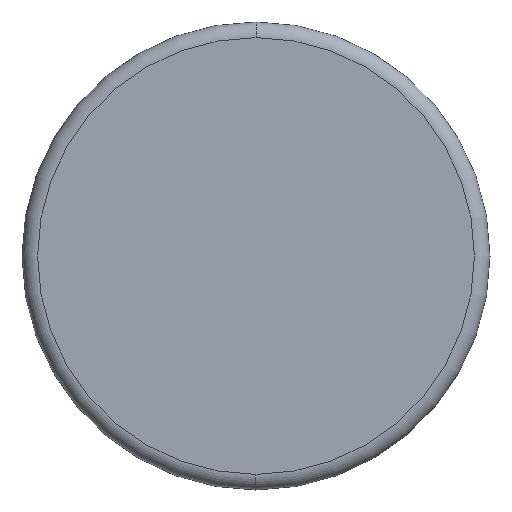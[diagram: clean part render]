
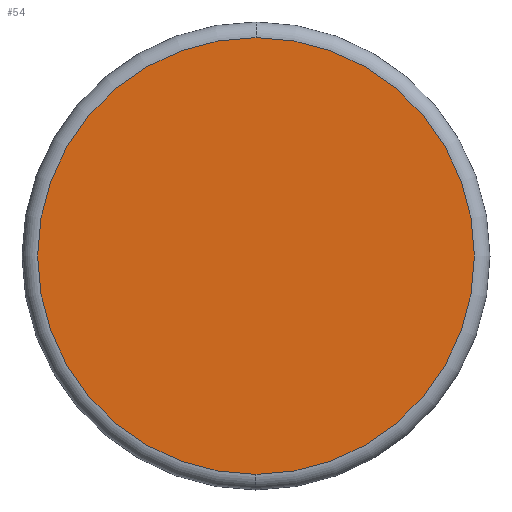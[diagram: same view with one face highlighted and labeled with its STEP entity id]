
A CAD part, left-side view. The second image highlights one B-rep face of the part: STEP entity #54.
In plain terms, the highlighted planar face has unit normal (-1, 0, 0).
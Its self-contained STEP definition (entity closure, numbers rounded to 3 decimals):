
#25 = CARTESIAN_POINT ( 'NONE',  ( -3., 0., 7. ) ) ;
#45 = DIRECTION ( 'NONE',  ( 0., 0., -1. ) ) ;
#46 = DIRECTION ( 'NONE',  ( -1., 0., 0. ) ) ;
#54 = ADVANCED_FACE ( 'NONE', ( #263 ), #340, .F. ) ;
#59 = EDGE_LOOP ( 'NONE', ( #166, #254 ) ) ;
#64 = VERTEX_POINT ( 'NONE', #95 ) ;
#65 = CIRCLE ( 'NONE', #108, 7. ) ;
#80 = DIRECTION ( 'NONE',  ( 0., 0., 1. ) ) ;
#81 = DIRECTION ( 'NONE',  ( 0., 0., 1. ) ) ;
#87 = AXIS2_PLACEMENT_3D ( 'NONE', #242, #351, #80 ) ;
#95 = CARTESIAN_POINT ( 'NONE',  ( -3., 0., -7. ) ) ;
#100 = CARTESIAN_POINT ( 'NONE',  ( -3., 0., 0. ) ) ;
#108 = AXIS2_PLACEMENT_3D ( 'NONE', #100, #46, #81 ) ;
#166 = ORIENTED_EDGE ( 'NONE', *, *, #310, .T. ) ;
#202 = AXIS2_PLACEMENT_3D ( 'NONE', #264, #287, #45 ) ;
#218 = CIRCLE ( 'NONE', #87, 7. ) ;
#242 = CARTESIAN_POINT ( 'NONE',  ( -3., 0., 0. ) ) ;
#254 = ORIENTED_EDGE ( 'NONE', *, *, #296, .T. ) ;
#263 = FACE_OUTER_BOUND ( 'NONE', #59, .T. ) ;
#264 = CARTESIAN_POINT ( 'NONE',  ( -3., 7., 0. ) ) ;
#279 = VERTEX_POINT ( 'NONE', #25 ) ;
#287 = DIRECTION ( 'NONE',  ( 1., 0., 0. ) ) ;
#296 = EDGE_CURVE ( 'NONE', #64, #279, #218, .T. ) ;
#310 = EDGE_CURVE ( 'NONE', #279, #64, #65, .T. ) ;
#340 = PLANE ( 'NONE',  #202 ) ;
#351 = DIRECTION ( 'NONE',  ( -1., 0., 0. ) ) ;
